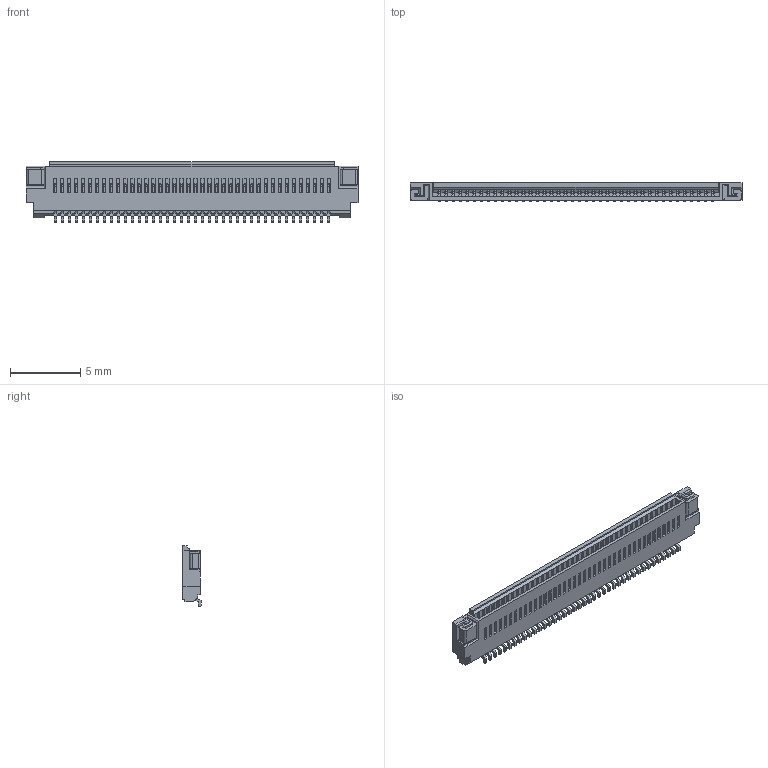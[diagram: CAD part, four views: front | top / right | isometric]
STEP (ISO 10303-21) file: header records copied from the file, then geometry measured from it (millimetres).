
FILE_DESCRIPTION((''),'2;1');
FILE_NAME('512964094','2014-05-27T',('me'),(''),'PRO/ENGINEER BY PARAMETRIC TECHNOLOGY CORPORATION, 2011490','PRO/ENGINEER BY PARAMETRIC TECHNOLOGY CORPORATION, 2011490','');
FILE_SCHEMA(('CONFIG_CONTROL_DESIGN'));
Length unit declared in the file: millimetre
Products named in the file (1): 512964094
Bounding box: 23.7 x 1.3 x 4.3 mm (x, y, z)
Volume: 62.2 mm3; surface area: 669 mm2
Topology: 1 solids, 1 shells, 1922 faces, 6150 edges, 4066 vertices
Faces by surface type: plane 1787, cone 80, cylinder 55
Entity records: 66513 total; most frequent: CARTESIAN_POINT 11971, ORIENTED_EDGE 11964, DIRECTION 10186, EDGE_CURVE 5982, VECTOR 5960, LINE 5960, VERTEX_POINT 3898, AXIS2_PLACEMENT_3D 2113
